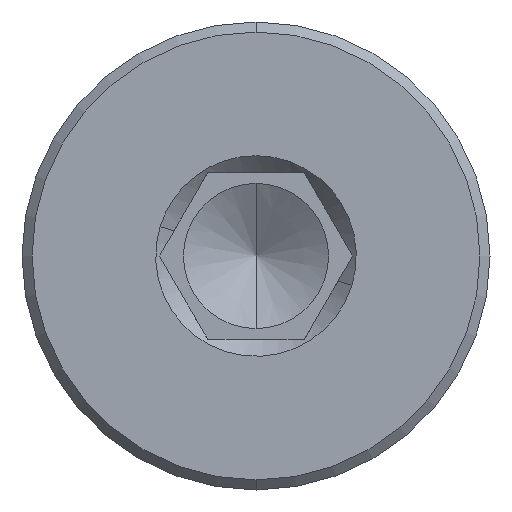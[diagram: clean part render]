
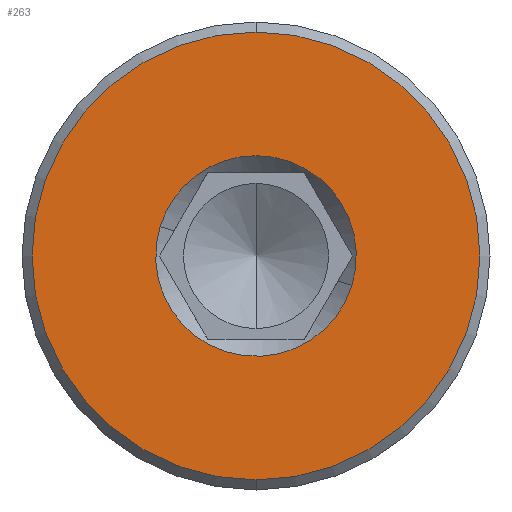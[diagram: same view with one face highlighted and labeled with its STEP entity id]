
A CAD part, left-side view. The second image highlights one B-rep face of the part: STEP entity #263.
In plain terms, the highlighted planar face has unit normal (-1, 0, 0).
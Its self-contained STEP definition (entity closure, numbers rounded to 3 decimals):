
#20=FACE_BOUND('',#91,.F.);
#29=PLANE('',#587);
#58=FACE_OUTER_BOUND('',#92,.F.);
#91=EDGE_LOOP('',(#188,#189,#190));
#92=EDGE_LOOP('',(#191,#192));
#188=ORIENTED_EDGE('',*,*,#416,.T.);
#189=ORIENTED_EDGE('',*,*,#414,.T.);
#190=ORIENTED_EDGE('',*,*,#415,.T.);
#191=ORIENTED_EDGE('',*,*,#418,.F.);
#192=ORIENTED_EDGE('',*,*,#417,.F.);
#263=ADVANCED_FACE('',(#20,#58),#29,.T.);
#379=CIRCLE('',#546,3.);
#380=CIRCLE('',#547,3.);
#381=CIRCLE('',#548,3.);
#382=CIRCLE('',#549,6.7);
#383=CIRCLE('',#550,6.7);
#414=EDGE_CURVE('',#500,#499,#379,.T.);
#415=EDGE_CURVE('',#499,#498,#380,.T.);
#416=EDGE_CURVE('',#498,#500,#381,.T.);
#417=EDGE_CURVE('',#497,#496,#382,.T.);
#418=EDGE_CURVE('',#496,#497,#383,.T.);
#496=VERTEX_POINT('',#790);
#497=VERTEX_POINT('',#791);
#498=VERTEX_POINT('',#792);
#499=VERTEX_POINT('',#793);
#500=VERTEX_POINT('',#794);
#546=AXIS2_PLACEMENT_3D('',#861,#615,#616);
#547=AXIS2_PLACEMENT_3D('',#862,#617,#618);
#548=AXIS2_PLACEMENT_3D('',#863,#619,#620);
#549=AXIS2_PLACEMENT_3D('',#864,#621,#622);
#550=AXIS2_PLACEMENT_3D('',#865,#623,#624);
#587=AXIS2_PLACEMENT_3D('',#936,#731,#732);
#615=DIRECTION('',(-1.,0.,0.));
#616=DIRECTION('',(0.,0.,1.));
#617=DIRECTION('',(-1.,0.,0.));
#618=DIRECTION('',(0.,0.956,0.292));
#619=DIRECTION('',(-1.,0.,0.));
#620=DIRECTION('',(0.,-0.956,-0.292));
#621=DIRECTION('',(-1.,0.,0.));
#622=DIRECTION('',(0.,0.,1.));
#623=DIRECTION('',(-1.,0.,0.));
#624=DIRECTION('',(0.,0.,-1.));
#731=DIRECTION('',(-1.,0.,0.));
#732=DIRECTION('',(0.,0.,-1.));
#790=CARTESIAN_POINT('',(-11.,0.,-6.7));
#791=CARTESIAN_POINT('',(-11.,0.,6.7));
#792=CARTESIAN_POINT('',(-11.,-2.869,-0.877));
#793=CARTESIAN_POINT('',(-11.,2.869,0.877));
#794=CARTESIAN_POINT('',(-11.,0.,3.));
#861=CARTESIAN_POINT('',(-11.,0.,0.));
#862=CARTESIAN_POINT('',(-11.,0.,0.));
#863=CARTESIAN_POINT('',(-11.,0.,0.));
#864=CARTESIAN_POINT('',(-11.,0.,0.));
#865=CARTESIAN_POINT('',(-11.,0.,0.));
#936=CARTESIAN_POINT('',(-11.,7.37,7.37));
